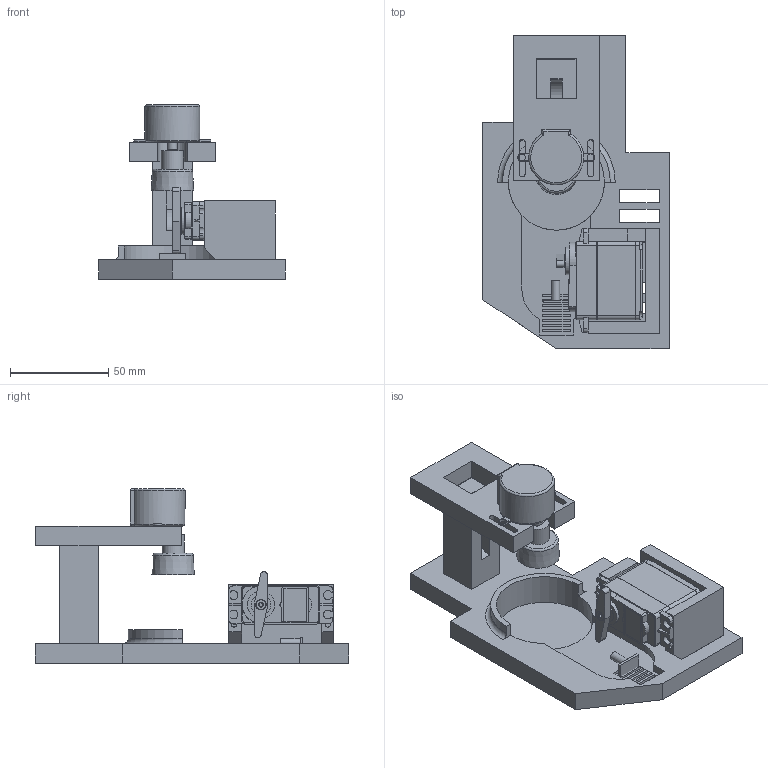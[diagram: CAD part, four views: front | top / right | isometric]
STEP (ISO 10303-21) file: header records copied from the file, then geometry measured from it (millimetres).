
FILE_DESCRIPTION(/* description */ (''),/* implementation_level */ '2;1');
FILE_NAME(/* name */ 'Decombinator v44.step',/* time_stamp */ '2022-05-10T07:47:14-05:00',/* author */ (''),/* organization */ (''),/* preprocessor_version */ 'ST-DEVELOPER v18.1',/* originating_system */ 'Autodesk Translation Framework v10.14.0.1471',/* authorisation */ '');
FILE_SCHEMA (('AUTOMOTIVE_DESIGN { 1 0 10303 214 3 1 1 }'));
Length unit declared in the file: millimetre
Products named in the file (7): Decombinator; servo mount; Stepper Mount; Plunger; Slide button; Servo attachment; Base
Assembly tree (6 placements, depth 2):
  Decombinator
    servo mount
    Stepper Mount
    Plunger
    Slide button
    Servo attachment
    Base
Bounding box: 95 x 160 x 89 mm (x, y, z)
Volume: 205268.5 mm3; surface area: 73272.6 mm2
Topology: 8 solids, 8 shells, 797 faces, 2182 edges, 1434 vertices
Faces by surface type: plane 480, cylinder 285, cone 19, torus 13
Full cylindrical faces by diameter (mm): 2 x1, 2.75 x4, 3.5 x2, 4.2 x1, 4.9 x1, 5 x1, 5.3 x1, 5.5 x1, 10 x1, 11.301 x1, 14 x1, 49 x1
Entity records: 28165 total; most frequent: CARTESIAN_POINT 7326, ORIENTED_EDGE 4364, DIRECTION 4215, EDGE_CURVE 2182, LINE 1513, VECTOR 1513, VERTEX_POINT 1434, AXIS2_PLACEMENT_3D 1351
